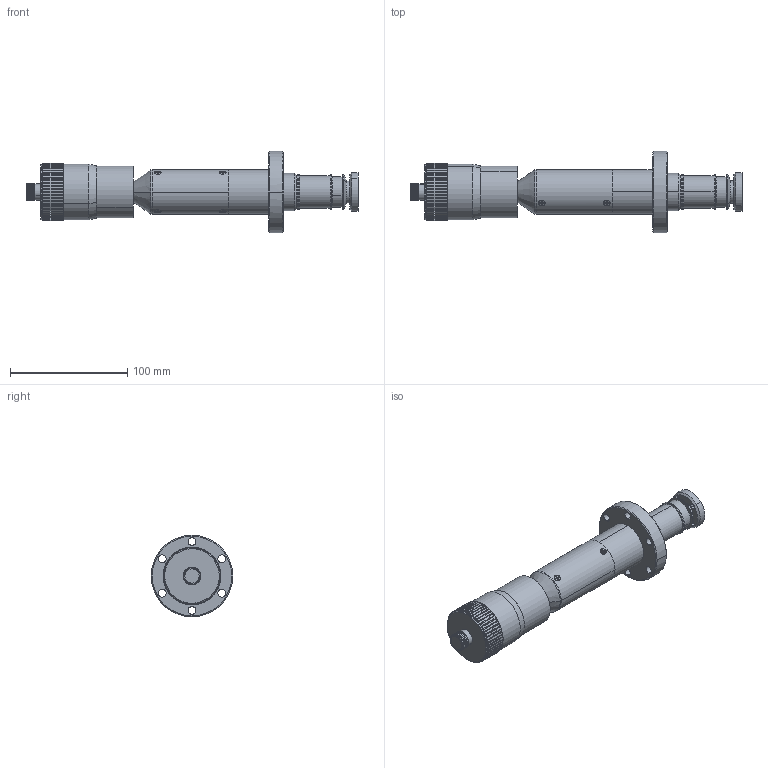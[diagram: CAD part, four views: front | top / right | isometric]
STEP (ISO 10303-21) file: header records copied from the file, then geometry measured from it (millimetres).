
FILE_DESCRIPTION (( 'STEP AP214' ), '1' );
FILE_NAME ('SN103728-05, FLMM-275-50-25_M5_LM_CL-S.STEP', '2018-05-17T14:16:36', ( '' ), ( '' ), 'SwSTEP 2.0', 'SolidWorks 2010', '' );
FILE_SCHEMA (( 'AUTOMOTIVE_DESIGN' ));
Length unit declared in the file: inch
Products named in the file (1): SN103728-05, FLMM-275-50-25_M5_LM_CL-S
Bounding box: 282.92 x 69.34 x 69.34 mm (x, y, z)
Surface area: 53198.4 mm2 (no closed solid volume)
Topology: 0 solids, 22 shells, 676 faces, 2009 edges, 1318 vertices
Faces by surface type: plane 354, cylinder 230, cone 54, torus 38
Entity records: 32047 total; most frequent: CARTESIAN_POINT 5522, DIRECTION 3597, ORIENTED_EDGE 3588, EDGE_CURVE 1997, VERTEX_POINT 1318, LINE 1231, VECTOR 1231, AXIS2_PLACEMENT_3D 1183
